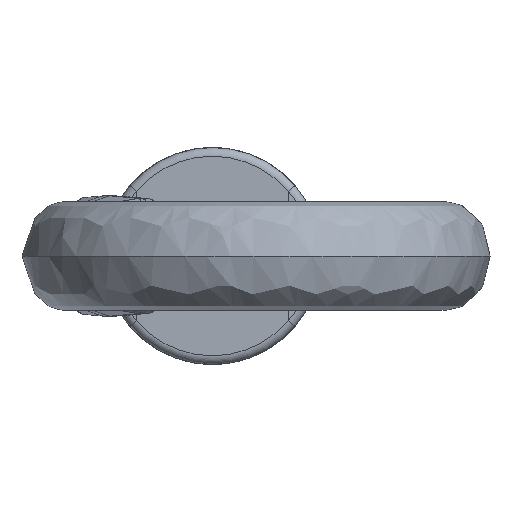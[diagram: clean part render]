
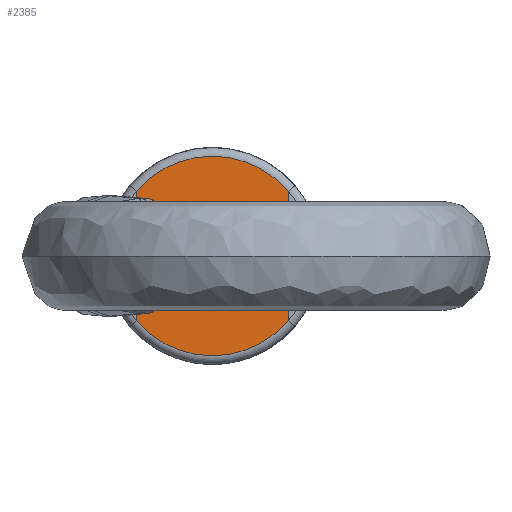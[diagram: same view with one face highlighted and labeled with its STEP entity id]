
A CAD part, front view. The second image highlights one B-rep face of the part: STEP entity #2385.
In plain terms, the highlighted planar face has unit normal (0, -1, 0).
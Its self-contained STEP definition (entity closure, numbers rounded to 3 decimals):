
#1208=LINE('',#13183,#1628);
#1209=LINE('',#13188,#1629);
#1628=VECTOR('',#10717,1.);
#1629=VECTOR('',#10720,1.);
#2243=PLANE('',#9769);
#2385=ADVANCED_FACE('',(#3430,#3431),#2243,.F.);
#3430=FACE_BOUND('',#3522,.T.);
#3431=FACE_BOUND('',#3523,.T.);
#3522=EDGE_LOOP('',(#4199));
#3523=EDGE_LOOP('',(#4200,#4201,#4202,#4203));
#4199=ORIENTED_EDGE('',*,*,#7971,.T.);
#4200=ORIENTED_EDGE('',*,*,#7984,.T.);
#4201=ORIENTED_EDGE('',*,*,#7985,.T.);
#4202=ORIENTED_EDGE('',*,*,#7986,.F.);
#4203=ORIENTED_EDGE('',*,*,#7987,.T.);
#7087=VERTEX_POINT('',#13089);
#7099=VERTEX_POINT('',#13184);
#7100=VERTEX_POINT('',#13185);
#7101=VERTEX_POINT('',#13187);
#7102=VERTEX_POINT('',#13189);
#7971=EDGE_CURVE('',#7087,#7087,#9412,.T.);
#7984=EDGE_CURVE('',#7099,#7100,#1208,.T.);
#7985=EDGE_CURVE('',#7100,#7101,#9417,.T.);
#7986=EDGE_CURVE('',#7102,#7101,#1209,.T.);
#7987=EDGE_CURVE('',#7102,#7099,#9418,.T.);
#9412=CIRCLE('',#9757,9.);
#9417=CIRCLE('',#9767,23.);
#9418=CIRCLE('',#9768,23.);
#9757=AXIS2_PLACEMENT_3D('',#13088,#10697,#10698);
#9767=AXIS2_PLACEMENT_3D('',#13186,#10718,#10719);
#9768=AXIS2_PLACEMENT_3D('',#13190,#10721,#10722);
#9769=AXIS2_PLACEMENT_3D('',#13191,#10723,#10724);
#10697=DIRECTION('',(0.,1.,0.));
#10698=DIRECTION('',(0.,0.,1.));
#10717=DIRECTION('',(0.,0.,1.));
#10718=DIRECTION('',(0.,-1.,0.));
#10719=DIRECTION('',(0.,0.,1.));
#10720=DIRECTION('',(0.,0.,1.));
#10721=DIRECTION('',(0.,-1.,0.));
#10722=DIRECTION('',(0.,0.,1.));
#10723=DIRECTION('',(0.,1.,0.));
#10724=DIRECTION('',(0.,0.,1.));
#13088=CARTESIAN_POINT('',(1625.279,-372.299,0.));
#13089=CARTESIAN_POINT('',(1625.279,-372.299,9.));
#13183=CARTESIAN_POINT('',(1642.779,-372.299,-46.));
#13184=CARTESIAN_POINT('',(1642.779,-372.299,-14.925));
#13185=CARTESIAN_POINT('',(1642.779,-372.299,14.925));
#13186=CARTESIAN_POINT('',(1625.279,-372.299,0.));
#13187=CARTESIAN_POINT('',(1607.779,-372.299,14.925));
#13188=CARTESIAN_POINT('',(1607.779,-372.299,-46.));
#13189=CARTESIAN_POINT('',(1607.779,-372.299,-14.925));
#13190=CARTESIAN_POINT('',(1625.279,-372.299,0.));
#13191=CARTESIAN_POINT('',(1625.279,-372.299,0.));
